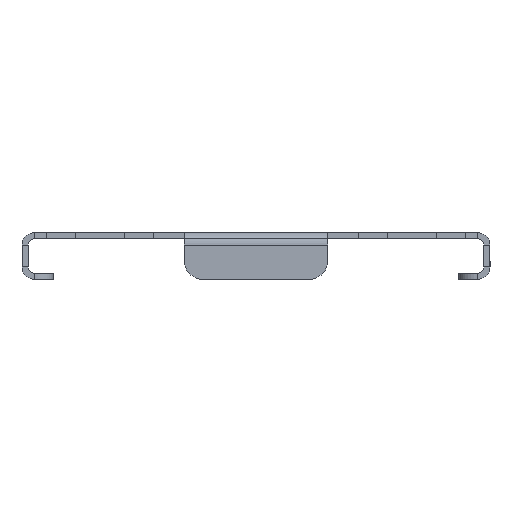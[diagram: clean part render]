
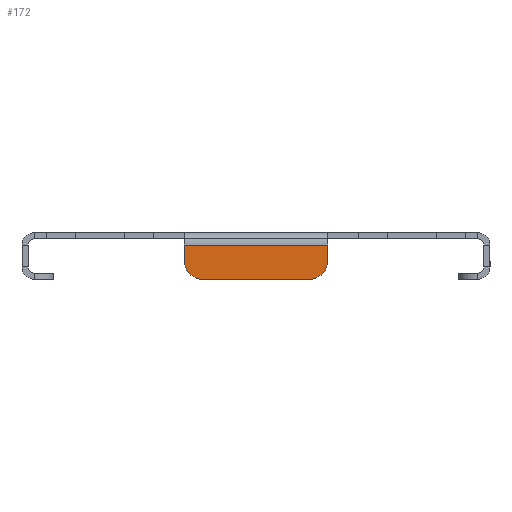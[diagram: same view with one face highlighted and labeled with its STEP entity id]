
A CAD part, left-side view. The second image highlights one B-rep face of the part: STEP entity #172.
In plain terms, the highlighted planar face has unit normal (-1, 0, 0).
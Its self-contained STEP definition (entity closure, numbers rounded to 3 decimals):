
#83 = CARTESIAN_POINT ( 'NONE',  ( -449.5, 23., -4. ) ) ;
#134 = DIRECTION ( 'NONE',  ( 0., 0., -1. ) ) ;
#162 = CARTESIAN_POINT ( 'NONE',  ( -449.5, -23., -4. ) ) ;
#172 = ADVANCED_FACE ( 'NONE', ( #2732 ), #2719, .F. ) ;
#221 = CARTESIAN_POINT ( 'NONE',  ( -449.5, 0., 0. ) ) ;
#290 = VECTOR ( 'NONE', #134, 1000. ) ;
#346 = CARTESIAN_POINT ( 'NONE',  ( -449.5, -23., -9. ) ) ;
#354 = DIRECTION ( 'NONE',  ( -1., 0., 0. ) ) ;
#366 = LINE ( 'NONE', #1285, #290 ) ;
#407 = DIRECTION ( 'NONE',  ( 1., 0., 0. ) ) ;
#415 = DIRECTION ( 'NONE',  ( 0., -1., 0. ) ) ;
#432 = EDGE_CURVE ( 'NONE', #1858, #1525, #2702, .T. ) ;
#515 = EDGE_CURVE ( 'NONE', #1814, #1525, #655, .T. ) ;
#536 = VECTOR ( 'NONE', #415, 1000. ) ;
#601 = EDGE_CURVE ( 'NONE', #2343, #2449, #1691, .T. ) ;
#643 = CARTESIAN_POINT ( 'NONE',  ( -449.5, -75., -4. ) ) ;
#655 = LINE ( 'NONE', #2481, #2887 ) ;
#691 = DIRECTION ( 'NONE',  ( 0., 0., -1. ) ) ;
#722 = VECTOR ( 'NONE', #1040, 1000. ) ;
#779 = AXIS2_PLACEMENT_3D ( 'NONE', #1045, #354, #2619 ) ;
#787 = CARTESIAN_POINT ( 'NONE',  ( -449.5, -75., -15. ) ) ;
#830 = CARTESIAN_POINT ( 'NONE',  ( -449.5, -17., -15. ) ) ;
#985 = EDGE_CURVE ( 'NONE', #1858, #2343, #366, .T. ) ;
#1012 = AXIS2_PLACEMENT_3D ( 'NONE', #221, #407, #691 ) ;
#1040 = DIRECTION ( 'NONE',  ( 0., 1., 0. ) ) ;
#1045 = CARTESIAN_POINT ( 'NONE',  ( -449.5, 17., -9. ) ) ;
#1150 = DIRECTION ( 'NONE',  ( -1., 0., 0. ) ) ;
#1229 = ORIENTED_EDGE ( 'NONE', *, *, #515, .T. ) ;
#1285 = CARTESIAN_POINT ( 'NONE',  ( -449.5, 23., -15. ) ) ;
#1377 = VERTEX_POINT ( 'NONE', #830 ) ;
#1462 = EDGE_CURVE ( 'NONE', #1377, #2449, #2844, .T. ) ;
#1525 = VERTEX_POINT ( 'NONE', #162 ) ;
#1668 = CARTESIAN_POINT ( 'NONE',  ( -449.5, -17., -9. ) ) ;
#1679 = EDGE_LOOP ( 'NONE', ( #1768, #1875, #1229, #2680, #2476, #2302 ) ) ;
#1691 = CIRCLE ( 'NONE', #779, 6. ) ;
#1721 = CARTESIAN_POINT ( 'NONE',  ( -449.5, 23., -9. ) ) ;
#1739 = EDGE_CURVE ( 'NONE', #1377, #1814, #1962, .T. ) ;
#1768 = ORIENTED_EDGE ( 'NONE', *, *, #1462, .F. ) ;
#1814 = VERTEX_POINT ( 'NONE', #346 ) ;
#1858 = VERTEX_POINT ( 'NONE', #83 ) ;
#1865 = AXIS2_PLACEMENT_3D ( 'NONE', #1668, #1150, #2127 ) ;
#1875 = ORIENTED_EDGE ( 'NONE', *, *, #1739, .T. ) ;
#1962 = CIRCLE ( 'NONE', #1865, 6. ) ;
#2028 = DIRECTION ( 'NONE',  ( 0., 0., 1. ) ) ;
#2127 = DIRECTION ( 'NONE',  ( 0., 0., -1. ) ) ;
#2302 = ORIENTED_EDGE ( 'NONE', *, *, #601, .T. ) ;
#2343 = VERTEX_POINT ( 'NONE', #1721 ) ;
#2449 = VERTEX_POINT ( 'NONE', #2507 ) ;
#2476 = ORIENTED_EDGE ( 'NONE', *, *, #985, .T. ) ;
#2481 = CARTESIAN_POINT ( 'NONE',  ( -449.5, -23., -15. ) ) ;
#2507 = CARTESIAN_POINT ( 'NONE',  ( -449.5, 17., -15. ) ) ;
#2619 = DIRECTION ( 'NONE',  ( 0., 0., -1. ) ) ;
#2680 = ORIENTED_EDGE ( 'NONE', *, *, #432, .F. ) ;
#2702 = LINE ( 'NONE', #643, #536 ) ;
#2719 = PLANE ( 'NONE',  #1012 ) ;
#2732 = FACE_OUTER_BOUND ( 'NONE', #1679, .T. ) ;
#2844 = LINE ( 'NONE', #787, #722 ) ;
#2887 = VECTOR ( 'NONE', #2028, 1000. ) ;
